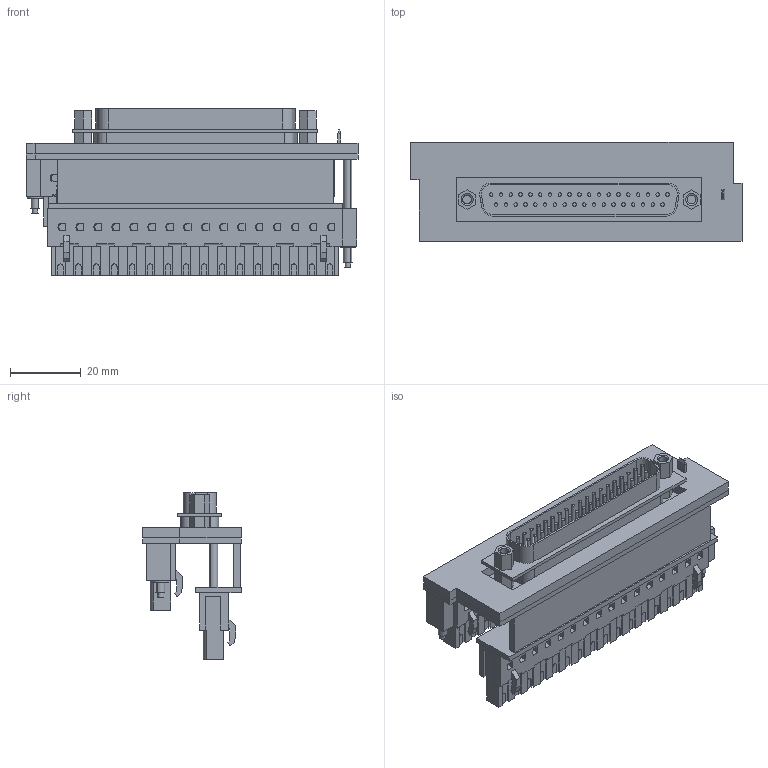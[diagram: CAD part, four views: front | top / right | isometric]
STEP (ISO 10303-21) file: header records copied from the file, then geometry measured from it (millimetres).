
FILE_DESCRIPTION(('Creo Elements/Direct Modeling STEP Export'),'2;1');
FILE_NAME('model.stp','2021-02-25T 8:33:05',(''),(''),'Creo Elements/Direct Modeling STEP processor for AP214 (Solid Model)','Creo Elements/Direct Modeling 20.1D 10-Oct-2020 (C) Parametric Technology GmbH','');
FILE_SCHEMA(('AUTOMOTIVE_DESIGN { 1 0 10303 214 1 1 1 1 }'));
Length unit declared in the file: millimetre
Products named in the file (2): FLKM-PA-D37_HW_DIO_C300-select
Assembly tree (1 placements, depth 2):
  FLKM-PA-D37_HW_DIO_C300-select
    FLKM-PA-D37_HW_DIO_C300-select
Bounding box: 93.9 x 28 x 47.19 mm (x, y, z)
Volume: 38612.5 mm3; surface area: 25719.6 mm2
Topology: 1 solids, 1 shells, 1409 faces, 3611 edges, 2383 vertices
Faces by surface type: plane 977, cylinder 364, cone 68
Entity records: 51482 total; most frequent: ORIENTED_EDGE 7222, CARTESIAN_POINT 6866, DIRECTION 6522, EDGE_CURVE 3611, VECTOR 2444, LINE 2444, VERTEX_POINT 2383, AXIS2_PLACEMENT_3D 2039
